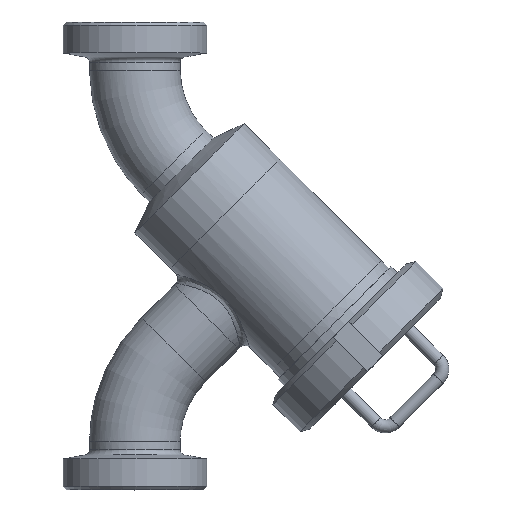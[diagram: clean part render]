
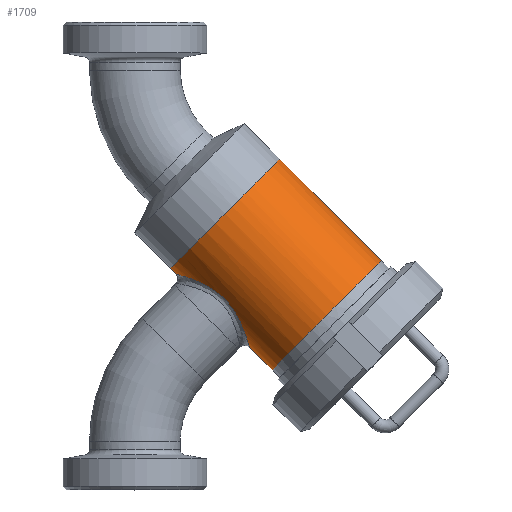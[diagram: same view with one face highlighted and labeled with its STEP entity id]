
A CAD part, top view. The second image highlights one B-rep face of the part: STEP entity #1709.
In plain terms, the highlighted cylindrical face has radius 35 mm (diameter 70 mm), a full revolution.
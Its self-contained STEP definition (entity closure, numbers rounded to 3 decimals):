
#126=B_SPLINE_CURVE_WITH_KNOTS('',3,(#3354,#3355,#3356,#3357,#3358,#3359,
#3360,#3361,#3362,#3363,#3364,#3365,#3366,#3367,#3368,#3369,#3370,#3371,
#3372,#3373,#3374,#3375,#3376,#3377,#3378,#3379),.UNSPECIFIED.,.T.,.F.,
(4,1,1,1,1,1,1,1,1,1,1,1,1,1,1,1,1,1,1,1,1,1,1,4),(-12.724,-12.269,
-11.815,-10.906,-10.3,-9.694,
-9.391,-9.088,-8.482,-7.877,
-7.271,-6.665,-6.059,-5.453,
-5.15,-4.847,-3.938,-3.635,
-3.181,-2.726,-1.818,-0.909,
-0.454,0.),.UNSPECIFIED.);
#245=FACE_BOUND('',#555,.T.);
#246=FACE_BOUND('',#556,.T.);
#367=FACE_OUTER_BOUND('',#554,.T.);
#554=EDGE_LOOP('',(#1377,#1378));
#555=EDGE_LOOP('',(#1379,#1380));
#556=EDGE_LOOP('',(#1381));
#688=CIRCLE('',#1908,35.);
#689=CIRCLE('',#1909,35.);
#706=CIRCLE('',#1936,35.);
#707=CIRCLE('',#1937,35.);
#840=VERTEX_POINT('',#3145);
#841=VERTEX_POINT('',#3146);
#858=VERTEX_POINT('',#3191);
#859=VERTEX_POINT('',#3192);
#860=VERTEX_POINT('',#3325);
#1025=EDGE_CURVE('',#840,#841,#688,.T.);
#1026=EDGE_CURVE('',#841,#840,#689,.T.);
#1043=EDGE_CURVE('',#858,#859,#706,.T.);
#1044=EDGE_CURVE('',#859,#858,#707,.T.);
#1047=EDGE_CURVE('',#860,#860,#126,.T.);
#1377=ORIENTED_EDGE('',*,*,#1043,.F.);
#1378=ORIENTED_EDGE('',*,*,#1044,.F.);
#1379=ORIENTED_EDGE('',*,*,#1025,.T.);
#1380=ORIENTED_EDGE('',*,*,#1026,.T.);
#1381=ORIENTED_EDGE('',*,*,#1047,.F.);
#1480=CYLINDRICAL_SURFACE('',#1940,35.);
#1709=ADVANCED_FACE('',(#367,#245,#246),#1480,.T.);
#1908=AXIS2_PLACEMENT_3D('',#3147,#2339,#2340);
#1909=AXIS2_PLACEMENT_3D('',#3148,#2341,#2342);
#1936=AXIS2_PLACEMENT_3D('',#3193,#2395,#2396);
#1937=AXIS2_PLACEMENT_3D('',#3194,#2397,#2398);
#1940=AXIS2_PLACEMENT_3D('',#3381,#2403,#2404);
#2339=DIRECTION('center_axis',(0.707,-0.707,0.));
#2340=DIRECTION('ref_axis',(0.,0.,
1.));
#2341=DIRECTION('center_axis',(0.707,-0.707,0.));
#2342=DIRECTION('ref_axis',(0.,0.,
1.));
#2395=DIRECTION('center_axis',(0.707,-0.707,0.));
#2396=DIRECTION('ref_axis',(0.,0.,
1.));
#2397=DIRECTION('center_axis',(0.707,-0.707,0.));
#2398=DIRECTION('ref_axis',(0.,0.,
1.));
#2403=DIRECTION('center_axis',(0.707,-0.707,0.));
#2404=DIRECTION('ref_axis',(0.,0.,
1.));
#3145=CARTESIAN_POINT('',(-34.768,20.013,35.));
#3146=CARTESIAN_POINT('',(-22.346,32.434,30.272));
#3147=CARTESIAN_POINT('Origin',(-34.768,20.013,0.));
#3148=CARTESIAN_POINT('Origin',(-34.768,20.013,0.));
#3191=CARTESIAN_POINT('',(11.194,-25.949,35.));
#3192=CARTESIAN_POINT('',(4.678,-32.465,33.765));
#3193=CARTESIAN_POINT('Origin',(11.194,-25.949,0.));
#3194=CARTESIAN_POINT('Origin',(11.194,-25.949,0.));
#3325=CARTESIAN_POINT('',(-35.125,-18.528,21.645));
#3354=CARTESIAN_POINT('Ctrl Pts',(-35.124,-18.528,21.645));
#3355=CARTESIAN_POINT('Ctrl Pts',(-36.398,-17.254,21.645));
#3356=CARTESIAN_POINT('Ctrl Pts',(-39.173,-14.92,21.256));
#3357=CARTESIAN_POINT('Ctrl Pts',(-45.031,-11.362,19.052));
#3358=CARTESIAN_POINT('Ctrl Pts',(-51.01,-9.017,14.705));
#3359=CARTESIAN_POINT('Ctrl Pts',(-55.518,-7.625,8.213));
#3360=CARTESIAN_POINT('Ctrl Pts',(-57.072,-7.204,2.782));
#3361=CARTESIAN_POINT('Ctrl Pts',(-57.067,-7.203,-1.667));
#3362=CARTESIAN_POINT('Ctrl Pts',(-56.249,-7.43,-6.053));
#3363=CARTESIAN_POINT('Ctrl Pts',(-53.794,-8.131,-11.145));
#3364=CARTESIAN_POINT('Ctrl Pts',(-49.163,-9.702,-16.123));
#3365=CARTESIAN_POINT('Ctrl Pts',(-43.587,-12.159,-19.72));
#3366=CARTESIAN_POINT('Ctrl Pts',(-37.68,-15.885,-21.728));
#3367=CARTESIAN_POINT('Ctrl Pts',(-32.479,-21.089,-21.725));
#3368=CARTESIAN_POINT('Ctrl Pts',(-29.376,-26.005,-20.056));
#3369=CARTESIAN_POINT('Ctrl Pts',(-27.521,-29.79,-17.913));
#3370=CARTESIAN_POINT('Ctrl Pts',(-25.656,-34.256,-14.616));
#3371=CARTESIAN_POINT('Ctrl Pts',(-24.538,-37.876,-10.192));
#3372=CARTESIAN_POINT('Ctrl Pts',(-23.911,-40.057,-4.425));
#3373=CARTESIAN_POINT('Ctrl Pts',(-23.745,-40.677,-0.005));
#3374=CARTESIAN_POINT('Ctrl Pts',(-23.998,-39.747,6.663));
#3375=CARTESIAN_POINT('Ctrl Pts',(-25.262,-35.321,14.07));
#3376=CARTESIAN_POINT('Ctrl Pts',(-27.961,-28.427,19.047));
#3377=CARTESIAN_POINT('Ctrl Pts',(-31.517,-22.576,21.259));
#3378=CARTESIAN_POINT('Ctrl Pts',(-33.85,-19.802,21.645));
#3379=CARTESIAN_POINT('Ctrl Pts',(-35.124,-18.528,21.645));
#3381=CARTESIAN_POINT('Origin',(-11.787,-2.968,0.));
